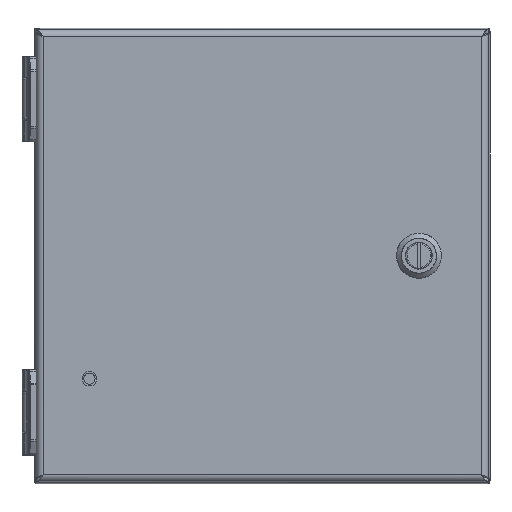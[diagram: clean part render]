
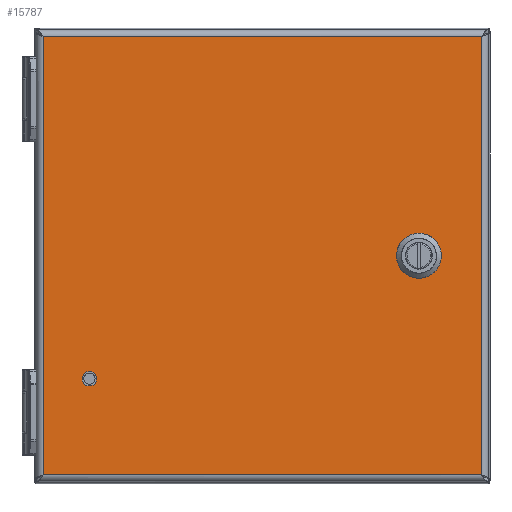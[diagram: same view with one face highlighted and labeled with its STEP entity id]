
A CAD part, top view. The second image highlights one B-rep face of the part: STEP entity #15787.
In plain terms, the highlighted planar face has unit normal (0, 0, 1).
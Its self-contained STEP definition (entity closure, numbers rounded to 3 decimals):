
#1502 = EDGE_CURVE ( 'NONE', #79550, #175046, #139281, .T. ) ;
#2430 = CARTESIAN_POINT ( 'NONE',  ( 3.059, -0.088, 4.185 ) ) ;
#3664 = AXIS2_PLACEMENT_3D ( 'NONE', #51236, #164398, #150459 ) ;
#3800 = VERTEX_POINT ( 'NONE', #168528 ) ;
#5859 = LINE ( 'NONE', #35488, #155392 ) ;
#6539 = EDGE_CURVE ( 'NONE', #163684, #147537, #42370, .T. ) ;
#11515 = CARTESIAN_POINT ( 'NONE',  ( 2.444, -0.088, 4.185 ) ) ;
#15412 = CARTESIAN_POINT ( 'NONE',  ( 2.663, -0.308, 4.185 ) ) ;
#15787 = ADVANCED_FACE ( 'NONE', ( #64201, #65127, #121710 ), #178306, .T. ) ;
#16487 = CARTESIAN_POINT ( 'NONE',  ( 2.663, 0.308, 4.185 ) ) ;
#17186 = ORIENTED_EDGE ( 'NONE', *, *, #181942, .T. ) ;
#17534 = ORIENTED_EDGE ( 'NONE', *, *, #6539, .T. ) ;
#17984 = CIRCLE ( 'NONE', #62306, 0.32 ) ;
#20796 = ORIENTED_EDGE ( 'NONE', *, *, #148042, .T. ) ;
#22729 = ORIENTED_EDGE ( 'NONE', *, *, #180053, .T. ) ;
#24081 = ORIENTED_EDGE ( 'NONE', *, *, #154026, .T. ) ;
#24137 = EDGE_CURVE ( 'NONE', #153728, #79550, #5859, .T. ) ;
#29910 = AXIS2_PLACEMENT_3D ( 'NONE', #164524, #53198, #67094 ) ;
#31725 = EDGE_CURVE ( 'NONE', #72927, #89584, #85885, .T. ) ;
#33470 = VERTEX_POINT ( 'NONE', #34384 ) ;
#34334 = DIRECTION ( 'NONE',  ( -1., 0., 0. ) ) ;
#34384 = CARTESIAN_POINT ( 'NONE',  ( -2.937, -2.16, 4.185 ) ) ;
#35488 = CARTESIAN_POINT ( 'NONE',  ( 2.444, 0.088, 4.185 ) ) ;
#36165 = CARTESIAN_POINT ( 'NONE',  ( 2.84, -0.308, 4.185 ) ) ;
#40049 = ORIENTED_EDGE ( 'NONE', *, *, #152031, .T. ) ;
#42370 = LINE ( 'NONE', #2430, #142696 ) ;
#45822 = CARTESIAN_POINT ( 'NONE',  ( 3.059, 0.088, 4.185 ) ) ;
#47483 = AXIS2_PLACEMENT_3D ( 'NONE', #88714, #116555, #61783 ) ;
#50408 = VECTOR ( 'NONE', #144372, 39.37 ) ;
#50547 = ORIENTED_EDGE ( 'NONE', *, *, #157224, .T. ) ;
#51011 = LINE ( 'NONE', #91813, #172182 ) ;
#51236 = CARTESIAN_POINT ( 'NONE',  ( -0.001, 0., 4.185 ) ) ;
#53198 = DIRECTION ( 'NONE',  ( 0., 0., -1. ) ) ;
#59052 = CARTESIAN_POINT ( 'NONE',  ( 3.059, -0.088, 4.185 ) ) ;
#59661 = DIRECTION ( 'NONE',  ( 0., 1., 0. ) ) ;
#61782 = EDGE_LOOP ( 'NONE', ( #142653, #126760, #66059, #24081, #50547, #17534, #40049, #177844 ) ) ;
#61783 = DIRECTION ( 'NONE',  ( 1., 0., 0. ) ) ;
#62306 = AXIS2_PLACEMENT_3D ( 'NONE', #101710, #141701, #156530 ) ;
#63838 = DIRECTION ( 'NONE',  ( 1., 0., 0. ) ) ;
#64201 = FACE_BOUND ( 'NONE', #61782, .T. ) ;
#65127 = FACE_BOUND ( 'NONE', #135156, .T. ) ;
#66059 = ORIENTED_EDGE ( 'NONE', *, *, #1502, .T. ) ;
#66740 = VERTEX_POINT ( 'NONE', #161547 ) ;
#67094 = DIRECTION ( 'NONE',  ( 1., 0., 0. ) ) ;
#72927 = VERTEX_POINT ( 'NONE', #88952 ) ;
#75163 = CARTESIAN_POINT ( 'NONE',  ( 3.849, 3.85, 4.185 ) ) ;
#79003 = CARTESIAN_POINT ( 'NONE',  ( -3.851, 0., 4.185 ) ) ;
#79550 = VERTEX_POINT ( 'NONE', #16487 ) ;
#85885 = LINE ( 'NONE', #15412, #132310 ) ;
#86590 = CARTESIAN_POINT ( 'NONE',  ( 3.849, 0., 4.185 ) ) ;
#88714 = CARTESIAN_POINT ( 'NONE',  ( -3.036, -2.16, 4.185 ) ) ;
#88952 = CARTESIAN_POINT ( 'NONE',  ( 2.663, -0.308, 4.185 ) ) ;
#89584 = VERTEX_POINT ( 'NONE', #11515 ) ;
#89651 = CARTESIAN_POINT ( 'NONE',  ( -3.851, 3.85, 4.185 ) ) ;
#90107 = EDGE_CURVE ( 'NONE', #91866, #3800, #177345, .T. ) ;
#91674 = CARTESIAN_POINT ( 'NONE',  ( -0.001, -3.85, 4.185 ) ) ;
#91813 = CARTESIAN_POINT ( 'NONE',  ( -0.001, 3.85, 4.185 ) ) ;
#91866 = VERTEX_POINT ( 'NONE', #89651 ) ;
#94877 = AXIS2_PLACEMENT_3D ( 'NONE', #181549, #138864, #126773 ) ;
#97692 = CIRCLE ( 'NONE', #29910, 0.32 ) ;
#101710 = CARTESIAN_POINT ( 'NONE',  ( 2.751, 0., 4.185 ) ) ;
#102500 = EDGE_LOOP ( 'NONE', ( #176454, #17186, #20796, #22729 ) ) ;
#103205 = DIRECTION ( 'NONE',  ( 0.707, 0.707, 0. ) ) ;
#103742 = CIRCLE ( 'NONE', #47483, 0.098 ) ;
#104402 = CARTESIAN_POINT ( 'NONE',  ( 2.84, 0.308, 4.185 ) ) ;
#106832 = DIRECTION ( 'NONE',  ( 0., -1., 0. ) ) ;
#109439 = DIRECTION ( 'NONE',  ( 1., 0., 0. ) ) ;
#112633 = LINE ( 'NONE', #86590, #121393 ) ;
#116555 = DIRECTION ( 'NONE',  ( 0., 0., -1. ) ) ;
#118712 = CIRCLE ( 'NONE', #160175, 0.32 ) ;
#121393 = VECTOR ( 'NONE', #59661, 39.37 ) ;
#121710 = FACE_OUTER_BOUND ( 'NONE', #102500, .T. ) ;
#125931 = CARTESIAN_POINT ( 'NONE',  ( 2.84, 0.308, 4.185 ) ) ;
#126760 = ORIENTED_EDGE ( 'NONE', *, *, #24137, .T. ) ;
#126773 = DIRECTION ( 'NONE',  ( 1., 0., 0. ) ) ;
#132310 = VECTOR ( 'NONE', #161660, 39.37 ) ;
#133086 = VERTEX_POINT ( 'NONE', #45822 ) ;
#135156 = EDGE_LOOP ( 'NONE', ( #176303 ) ) ;
#138864 = DIRECTION ( 'NONE',  ( 0., 0., -1. ) ) ;
#139281 = CIRCLE ( 'NONE', #94877, 0.32 ) ;
#141602 = DIRECTION ( 'NONE',  ( -0.707, -0.707, 0. ) ) ;
#141701 = DIRECTION ( 'NONE',  ( 0., 0., -1. ) ) ;
#142653 = ORIENTED_EDGE ( 'NONE', *, *, #151389, .T. ) ;
#142696 = VECTOR ( 'NONE', #141602, 39.37 ) ;
#144372 = DIRECTION ( 'NONE',  ( 0.707, -0.707, 0. ) ) ;
#145520 = LINE ( 'NONE', #91674, #175349 ) ;
#147537 = VERTEX_POINT ( 'NONE', #36165 ) ;
#148042 = EDGE_CURVE ( 'NONE', #66740, #182654, #112633, .T. ) ;
#150459 = DIRECTION ( 'NONE',  ( 1., 0., 0. ) ) ;
#151389 = EDGE_CURVE ( 'NONE', #89584, #153728, #17984, .T. ) ;
#152031 = EDGE_CURVE ( 'NONE', #147537, #72927, #97692, .T. ) ;
#153728 = VERTEX_POINT ( 'NONE', #176089 ) ;
#154026 = EDGE_CURVE ( 'NONE', #175046, #133086, #158298, .T. ) ;
#155392 = VECTOR ( 'NONE', #103205, 39.37 ) ;
#156530 = DIRECTION ( 'NONE',  ( 1., 0., 0. ) ) ;
#156719 = EDGE_CURVE ( 'NONE', #33470, #33470, #103742, .T. ) ;
#157224 = EDGE_CURVE ( 'NONE', #133086, #163684, #118712, .T. ) ;
#158298 = LINE ( 'NONE', #125931, #50408 ) ;
#160175 = AXIS2_PLACEMENT_3D ( 'NONE', #178115, #165133, #109439 ) ;
#161547 = CARTESIAN_POINT ( 'NONE',  ( 3.849, -3.85, 4.185 ) ) ;
#161660 = DIRECTION ( 'NONE',  ( -0.707, 0.707, 0. ) ) ;
#163684 = VERTEX_POINT ( 'NONE', #59052 ) ;
#164398 = DIRECTION ( 'NONE',  ( 0., 0., 1. ) ) ;
#164524 = CARTESIAN_POINT ( 'NONE',  ( 2.751, 0., 4.185 ) ) ;
#165133 = DIRECTION ( 'NONE',  ( 0., 0., -1. ) ) ;
#168528 = CARTESIAN_POINT ( 'NONE',  ( -3.851, -3.85, 4.185 ) ) ;
#172182 = VECTOR ( 'NONE', #34334, 39.37 ) ;
#175046 = VERTEX_POINT ( 'NONE', #104402 ) ;
#175349 = VECTOR ( 'NONE', #63838, 39.37 ) ;
#176089 = CARTESIAN_POINT ( 'NONE',  ( 2.444, 0.088, 4.185 ) ) ;
#176303 = ORIENTED_EDGE ( 'NONE', *, *, #156719, .T. ) ;
#176454 = ORIENTED_EDGE ( 'NONE', *, *, #90107, .T. ) ;
#177345 = LINE ( 'NONE', #79003, #179862 ) ;
#177844 = ORIENTED_EDGE ( 'NONE', *, *, #31725, .T. ) ;
#178115 = CARTESIAN_POINT ( 'NONE',  ( 2.751, 0., 4.185 ) ) ;
#178306 = PLANE ( 'NONE',  #3664 ) ;
#179862 = VECTOR ( 'NONE', #106832, 39.37 ) ;
#180053 = EDGE_CURVE ( 'NONE', #182654, #91866, #51011, .T. ) ;
#181549 = CARTESIAN_POINT ( 'NONE',  ( 2.751, 0., 4.185 ) ) ;
#181942 = EDGE_CURVE ( 'NONE', #3800, #66740, #145520, .T. ) ;
#182654 = VERTEX_POINT ( 'NONE', #75163 ) ;
